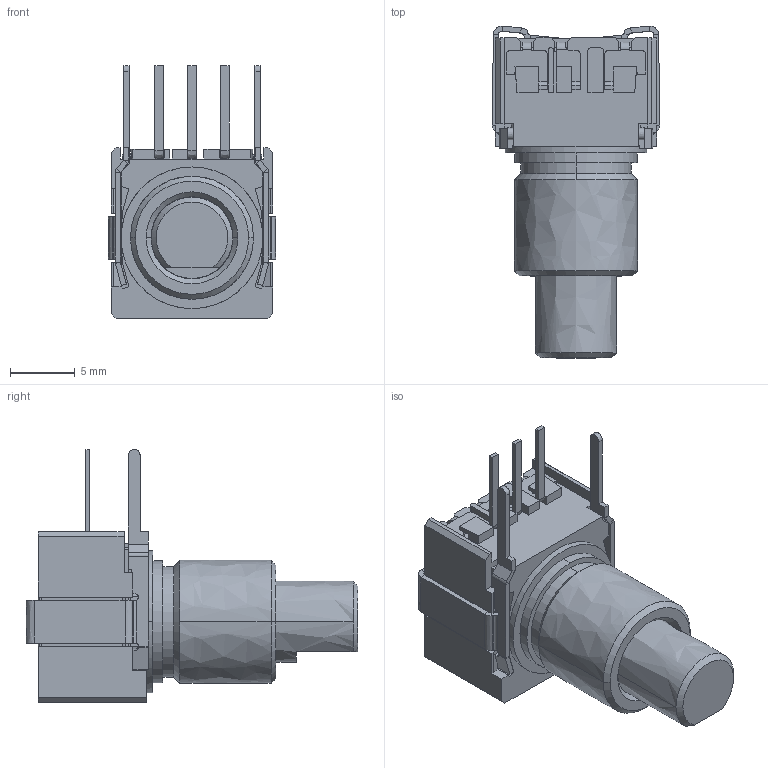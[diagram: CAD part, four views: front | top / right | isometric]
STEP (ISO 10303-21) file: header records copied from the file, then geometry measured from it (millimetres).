
FILE_DESCRIPTION((''),'2;1');
FILE_NAME('51AAL-C20-D13','2008-08-20T',('RICKB'),('Bourns, Inc.'),'PRO/ENGINEER BY PARAMETRIC TECHNOLOGY CORPORATION, 2001200','PRO/ENGINEER BY PARAMETRIC TECHNOLOGY CORPORATION, 2001200','');
FILE_SCHEMA(('AUTOMOTIVE_DESIGN_CC2 { 1 2 10303 214 -1 1 5 2 }'));
Length unit declared in the file: inch
Products named in the file (1): 51AAL-C20-D13
Bounding box: 12.95 x 25.7 x 19.59 mm (x, y, z)
Volume: 2000.1 mm3; surface area: 2406 mm2
Topology: 2 solids, 7 shells, 605 faces, 1526 edges, 929 vertices
Faces by surface type: bspline 605
Entity records: 24567 total; most frequent: CARTESIAN_POINT 7349, ORIENTED_EDGE 3052, DIRECTION 1729, PRESENTATION_STYLE_ASSIGNMENT 1528, STYLED_ITEM 1528, CURVE_STYLE 1526, EDGE_CURVE 1526, VECTOR 1249
